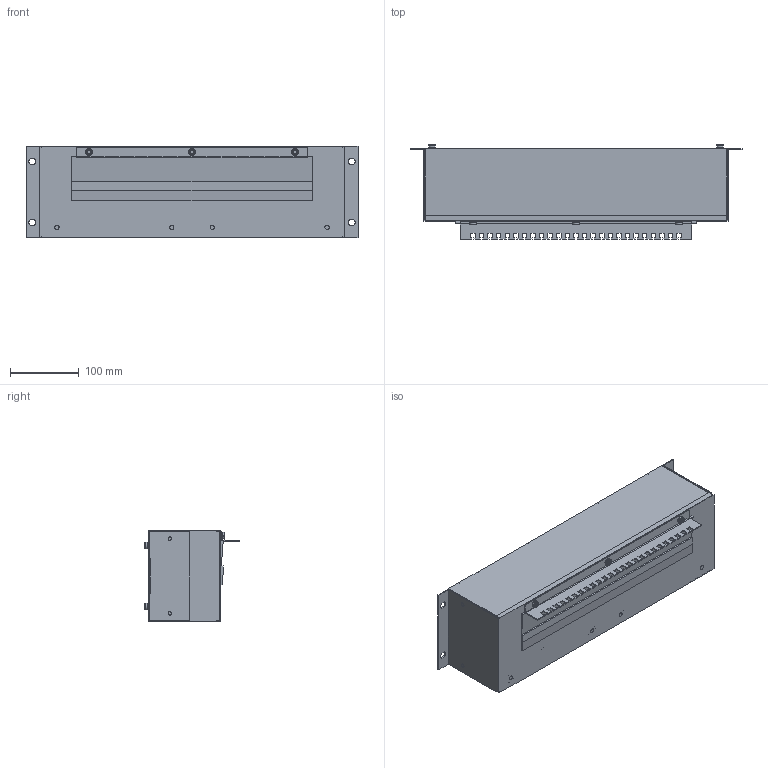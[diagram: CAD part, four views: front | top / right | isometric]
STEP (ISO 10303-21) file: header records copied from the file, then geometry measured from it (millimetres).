
FILE_DESCRIPTION(/* description */ ('This is a sample STEP configuration'),/* implementation_level */ '2;1');
FILE_NAME(/* name */ '19BOX-3_STEP.stp',/* time_stamp */ '2025-03-31T10:28:04+02:00',/* author */ ('powerJobs'),/* organization */ ('coolOrange'),/* preprocessor_version */ 'ST-DEVELOPER v20',/* originating_system */ 'Autodesk Inventor 2024',/* authorisation */ '');
FILE_SCHEMA (('AUTOMOTIVE_DESIGN { 1 0 10303 214 3 1 1 }'));
Length unit declared in the file: millimetre
Products named in the file (18): 19BOX-3; GH_19BOX_3; Winkel_19BOX-3; Blende_19BOX_3; Blende_19BOX_3_1; Erdungslasche; Kontaktscheibe_M5; Hutschiene_19BOX_3; Käfigmutter-M5; Käfig-M5; K-M5; Buerstenleiste_40; Kabelfang_19BOX_3; M5x10 DIN7500; Einpressbolzen-M6x10; Mosd_DB_P_20_M6; Messingschiene_BOX_3; Erdungsbolzen M6x16
Assembly tree (39 placements, depth 3):
  19BOX-3
    GH_19BOX_3
    Winkel_19BOX-3  x2
    Blende_19BOX_3
      Blende_19BOX_3_1
      Erdungslasche
      M5x10 DIN7500  x4
      Kontaktscheibe_M5  x4
    Hutschiene_19BOX_3
    Käfigmutter-M5  x4
      Käfig-M5
      K-M5
    Buerstenleiste_40
    Kabelfang_19BOX_3
    M5x10 DIN7500  x5
    Einpressbolzen-M6x10  x4
    Messingschiene_BOX_3  x2
    Mosd_DB_P_20_M6  x4
    Erdungsbolzen M6x16
Bounding box: 483 x 137.67 x 132.85 mm (x, y, z)
Volume: 565255.8 mm3; surface area: 644580.3 mm2
Topology: 40 solids, 40 shells, 1785 faces, 5028 edges, 3344 vertices
Faces by surface type: plane 1378, cylinder 344, torus 32, cone 31
Full cylindrical faces by diameter (mm): 1 x1, 1.5 x1, 4.134 x4, 4.2 x5, 4.917 x4, 5 x55, 5.1 x4, 5.2 x7, 5.5 x2, 6 x13, 6.2 x9, 6.5 x46, 7 x4, 7.2 x4, 10 x13
Entity records: 25185 total; most frequent: CARTESIAN_POINT 5454, ORIENTED_EDGE 4088, DIRECTION 3730, EDGE_CURVE 2044, LINE 1584, VECTOR 1584, VERTEX_POINT 1361, AXIS2_PLACEMENT_3D 1073
